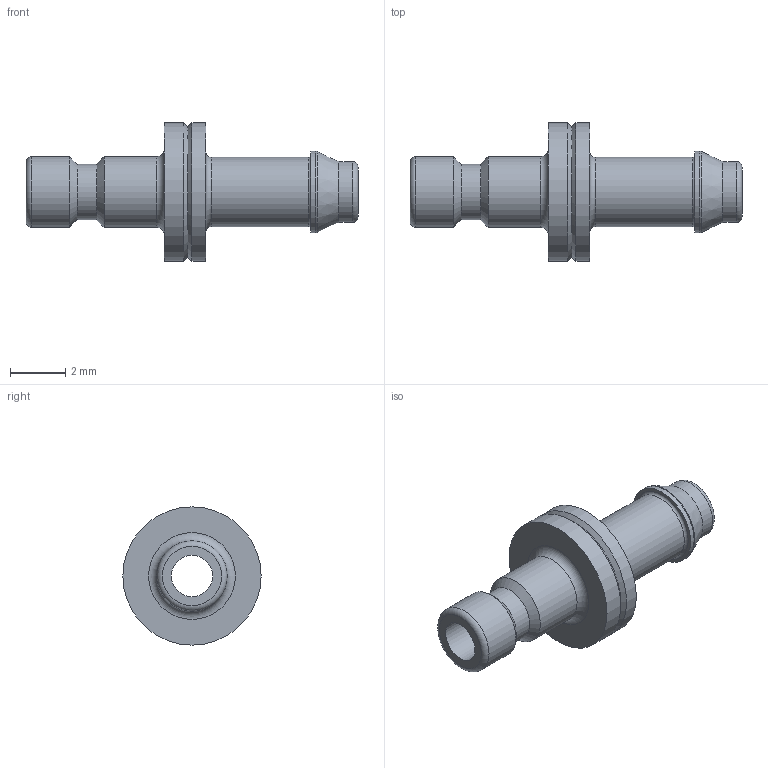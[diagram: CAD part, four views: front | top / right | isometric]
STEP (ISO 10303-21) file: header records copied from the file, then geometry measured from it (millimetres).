
FILE_DESCRIPTION((''),'2;1');
FILE_NAME('02sftf02mxx.stp','2013-10-01T06:53:21',('IA176480'),(''),'Autodesk Inventor 2013','Autodesk Inventor 2013','');
FILE_SCHEMA(('AUTOMOTIVE_DESIGN { 1 0 10303 214 1 1 1 1 }'));
Length unit declared in the file: millimetre
Products named in the file (1): D107875
Bounding box: 12 x 5 x 5 mm (x, y, z)
Volume: 58.4 mm3; surface area: 198.7 mm2
Topology: 1 solids, 1 shells, 25 faces, 45 edges, 25 vertices
Faces by surface type: cylinder 9, torus 6, cone 5, plane 5
Full cylindrical faces by diameter (mm): 1.5 x1, 2 x1, 2.2 x1, 2.5 x1, 2.54 x2, 2.95 x1, 5 x2
Entity records: 534 total; most frequent: DIRECTION 102, CARTESIAN_POINT 76, AXIS2_PLACEMENT_3D 51, ORIENTED_EDGE 50, EDGE_LOOP 50, VERTEX_POINT 25, CIRCLE 25, EDGE_CURVE 25
